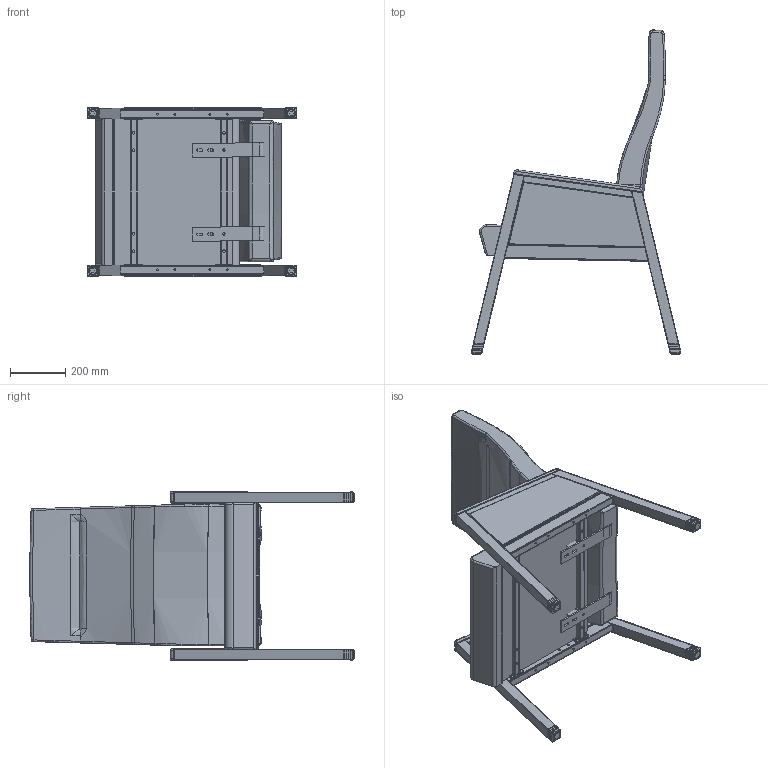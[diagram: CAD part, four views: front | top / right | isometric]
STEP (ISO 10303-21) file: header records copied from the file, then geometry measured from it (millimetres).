
FILE_DESCRIPTION(/* description */ (''),/* implementation_level */ '2;1');
FILE_NAME(/* name */ 'KAD10HPJ.stp',/* time_stamp */ '2016-10-19T10:15:00-04:00',/* author */ ('emerkel'),/* organization */ (''),/* preprocessor_version */ 'ST-DEVELOPER v16.5',/* originating_system */ 'Autodesk Inventor 2017',/* authorisation */ '');
FILE_SCHEMA (('AUTOMOTIVE_DESIGN { 1 0 10303 214 3 1 1 }'));
Products named in the file (27): KAD10HPJ; KOT10H UBACK NEW; USEAT KAD10; KOW10 MAC BLK; LEG CAP KOL-1; LEG CAP KOL-1_1; GLD BLK 5-16; UPANEL KAD10; KAD ARML BRZ; KAD FRONT LEG-F; KAD TOP BAR-F; KAD REAR LEG-F; KAD BOTTOM BAR-F; KAD ARMR BRZ; KAD FRONT LEG-F_MIR; KAD TOP BAR-F_MIR; KAD REAR LEG-F_MIR; KAD BOTTOM BAR-F_MIR; STU1X1.5X21; STU1X1.5X21_1; STU1X1.5X21_2; U-CHANNEL FOR STUBE; ST1X1.5X21; ST1X1.5X21_1; ST1X1.5X21_2; STUBE PLT-4; JBAR KOT
Assembly tree (36 placements, depth 3):
  KAD10HPJ
    KOT10H UBACK NEW
    USEAT KAD10
    KOW10 MAC BLK  x2
    LEG CAP KOL-1  x4
      LEG CAP KOL-1_1
      GLD BLK 5-16
    UPANEL KAD10  x2
    KAD ARML BRZ
      KAD FRONT LEG-F
      KAD TOP BAR-F
      KAD REAR LEG-F
      KAD BOTTOM BAR-F
    KAD ARMR BRZ
      KAD FRONT LEG-F_MIR
      KAD TOP BAR-F_MIR
      KAD REAR LEG-F_MIR
      KAD BOTTOM BAR-F_MIR
    STU1X1.5X21
      STU1X1.5X21_1
      STU1X1.5X21_2
      STUBE PLT-4  x2
      U-CHANNEL FOR STUBE  x2
    ST1X1.5X21
      ST1X1.5X21_1
      ST1X1.5X21_2
      STUBE PLT-4  x2
    JBAR KOT  x2
Bounding box: 762.56 x 1177.27 x 612.77 mm (x, y, z)
Volume: 68051288.6 mm3; surface area: 4075138.1 mm2
Topology: 46 solids, 54 shells, 3175 faces, 6887 edges, 3830 vertices
Faces by surface type: cylinder 1032, plane 795, bspline 713, torus 549, sphere 78, cone 8
Full cylindrical faces by diameter (mm): 4.366 x8, 6.35 x44, 6.528 x8, 7.925 x8, 8.712 x4, 8.733 x16, 9.525 x18, 9.906 x4, 11.989 x4, 31.75 x4
Entity records: 44926 total; most frequent: CARTESIAN_POINT 19630, ORIENTED_EDGE 5048, DIRECTION 4882, EDGE_CURVE 2526, AXIS2_PLACEMENT_3D 1873, VERTEX_POINT 1526, EDGE_LOOP 1408, FACE_OUTER_BOUND 1153
